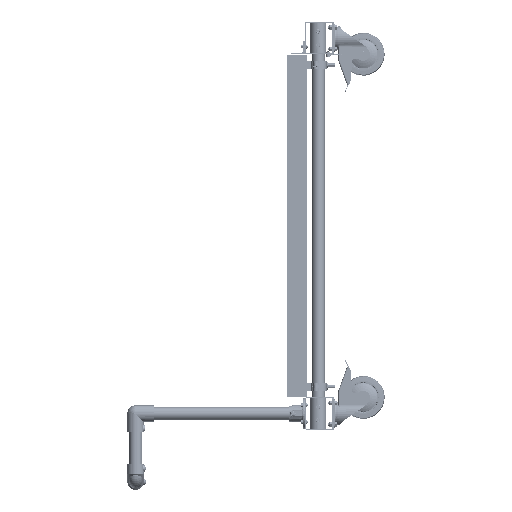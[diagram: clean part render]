
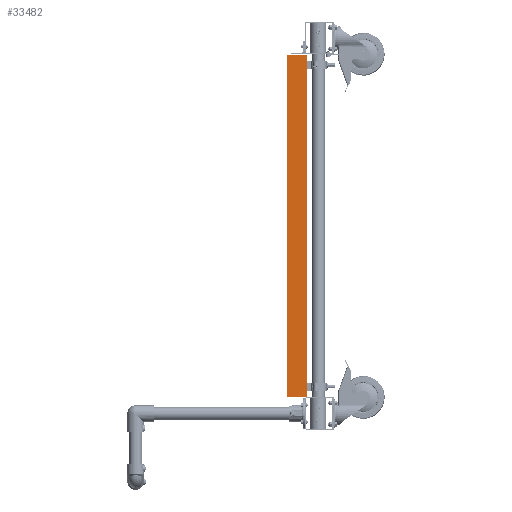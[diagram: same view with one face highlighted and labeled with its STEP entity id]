
A CAD part, left-side view. The second image highlights one B-rep face of the part: STEP entity #33482.
In plain terms, the highlighted planar face has unit normal (-1, 0, 0).
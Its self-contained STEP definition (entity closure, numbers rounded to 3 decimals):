
#3927 = EDGE_CURVE ( 'NONE', #31984, #12952, #40644, .T. ) ;
#5042 = CARTESIAN_POINT ( 'NONE',  ( 0., 637.5, 0. ) ) ;
#5164 = VECTOR ( 'NONE', #13030, 1000. ) ;
#5736 = PLANE ( 'NONE',  #27802 ) ;
#7723 = LINE ( 'NONE', #34540, #11985 ) ;
#9634 = ORIENTED_EDGE ( 'NONE', *, *, #42207, .F. ) ;
#11558 = CARTESIAN_POINT ( 'NONE',  ( 0., 637.5, 0. ) ) ;
#11985 = VECTOR ( 'NONE', #68139, 1000. ) ;
#12952 = VERTEX_POINT ( 'NONE', #19673 ) ;
#13030 = DIRECTION ( 'NONE',  ( 0., -1., 0. ) ) ;
#14380 = EDGE_LOOP ( 'NONE', ( #44123, #67306, #9634, #38931 ) ) ;
#15419 = FACE_OUTER_BOUND ( 'NONE', #14380, .T. ) ;
#19673 = CARTESIAN_POINT ( 'NONE',  ( 0., -637.5, 0. ) ) ;
#20842 = CARTESIAN_POINT ( 'NONE',  ( 0., 637.5, 0. ) ) ;
#21545 = LINE ( 'NONE', #20842, #30535 ) ;
#23722 = VECTOR ( 'NONE', #51369, 1000. ) ;
#27802 = AXIS2_PLACEMENT_3D ( 'NONE', #5042, #59011, #38303 ) ;
#28532 = CARTESIAN_POINT ( 'NONE',  ( 0., -637.5, 0. ) ) ;
#30535 = VECTOR ( 'NONE', #42630, 1000. ) ;
#31984 = VERTEX_POINT ( 'NONE', #54434 ) ;
#32077 = VERTEX_POINT ( 'NONE', #11558 ) ;
#33482 = ADVANCED_FACE ( 'NONE', ( #15419 ), #5736, .F. ) ;
#34540 = CARTESIAN_POINT ( 'NONE',  ( 0., 637.5, -75. ) ) ;
#38303 = DIRECTION ( 'NONE',  ( 0., 0., -1. ) ) ;
#38305 = EDGE_CURVE ( 'NONE', #68659, #31984, #7723, .T. ) ;
#38761 = EDGE_CURVE ( 'NONE', #32077, #12952, #55536, .T. ) ;
#38931 = ORIENTED_EDGE ( 'NONE', *, *, #38305, .T. ) ;
#40644 = LINE ( 'NONE', #28532, #23722 ) ;
#42207 = EDGE_CURVE ( 'NONE', #68659, #32077, #21545, .T. ) ;
#42630 = DIRECTION ( 'NONE',  ( 0., 0., 1. ) ) ;
#44123 = ORIENTED_EDGE ( 'NONE', *, *, #3927, .T. ) ;
#51369 = DIRECTION ( 'NONE',  ( 0., 0., 1. ) ) ;
#54434 = CARTESIAN_POINT ( 'NONE',  ( 0., -637.5, -75. ) ) ;
#55536 = LINE ( 'NONE', #61262, #5164 ) ;
#59011 = DIRECTION ( 'NONE',  ( 1., 0., 0. ) ) ;
#61262 = CARTESIAN_POINT ( 'NONE',  ( 0., 637.5, 0. ) ) ;
#63471 = CARTESIAN_POINT ( 'NONE',  ( 0., 637.5, -75. ) ) ;
#67306 = ORIENTED_EDGE ( 'NONE', *, *, #38761, .F. ) ;
#68139 = DIRECTION ( 'NONE',  ( 0., -1., 0. ) ) ;
#68659 = VERTEX_POINT ( 'NONE', #63471 ) ;
